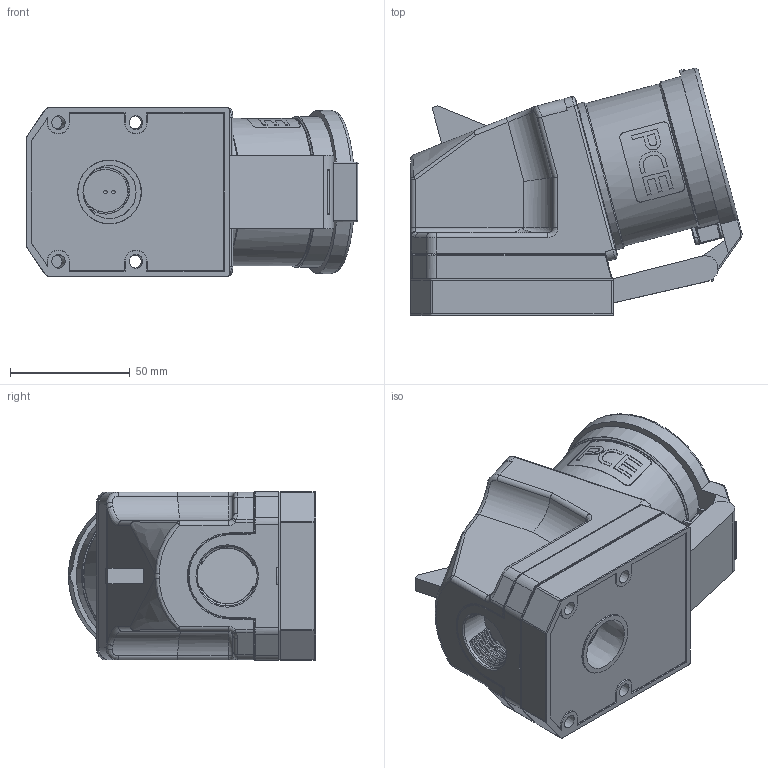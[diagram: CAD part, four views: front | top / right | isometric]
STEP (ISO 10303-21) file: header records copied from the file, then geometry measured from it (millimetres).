
FILE_DESCRIPTION (( 'STEP AP203' ), '1' );
FILE_NAME ('525-6d.STEP', '2019-02-21T15:48:23', ( '' ), ( '' ), 'SwSTEP 2.0', 'SolidWorks 2017', '' );
FILE_SCHEMA (( 'CONFIG_CONTROL_DESIGN' ));
Length unit declared in the file: millimetre
Products named in the file (1): 525-6d
Bounding box: 138.41 x 103.13 x 70.5 mm (x, y, z)
Volume: 525959.6 mm3; surface area: 75587.2 mm2
Topology: 1 solids, 3 shells, 1427 faces, 3691 edges, 2271 vertices
Faces by surface type: plane 615, cylinder 439, bspline 213, torus 94, sphere 44, cone 22
Full cylindrical faces by diameter (mm): 6.7 x2, 8 x4, 8.5 x2, 10.5 x2, 17.8 x1, 25 x1, 25.929 x1, 26.38 x1, 27.291 x1, 61.546 x1, 63 x1, 68 x1
Entity records: 64178 total; most frequent: CARTESIAN_POINT 33283, ORIENTED_EDGE 7114, DIRECTION 5644, EDGE_CURVE 3557, VERTEX_POINT 2221, AXIS2_PLACEMENT_3D 1989, VECTOR 1666, LINE 1666
